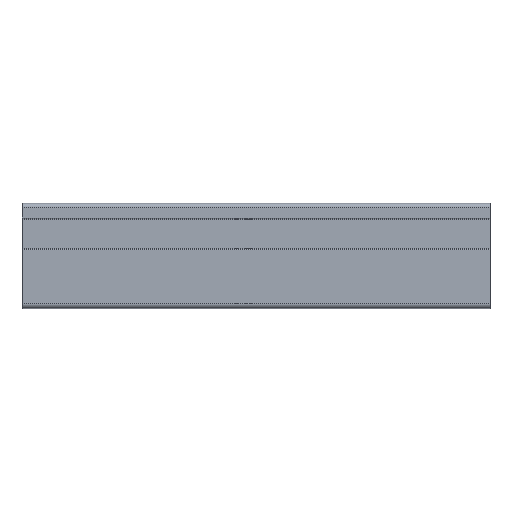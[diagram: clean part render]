
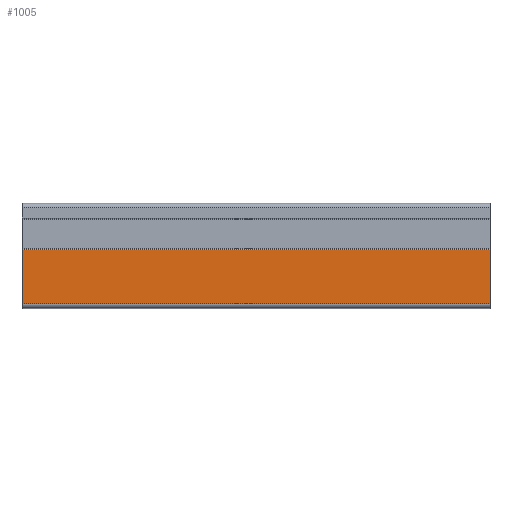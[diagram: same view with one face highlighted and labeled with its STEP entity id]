
A CAD part, top view. The second image highlights one B-rep face of the part: STEP entity #1005.
In plain terms, the highlighted planar face has unit normal (0, 0, 1).
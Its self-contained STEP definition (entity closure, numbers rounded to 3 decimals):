
#156 = VECTOR ( 'NONE', #343, 1000. ) ;
#164 = VECTOR ( 'NONE', #363, 1000. ) ;
#341 = LINE ( 'NONE', #342, #156 ) ;
#342 = CARTESIAN_POINT ( 'NONE',  ( 100., -14.95, 15.95 ) ) ;
#343 = DIRECTION ( 'NONE',  ( 0., -1., 0. ) ) ;
#360 = LINE ( 'NONE', #362, #164 ) ;
#362 = CARTESIAN_POINT ( 'NONE',  ( 0., -14.95, 15.95 ) ) ;
#363 = DIRECTION ( 'NONE',  ( 0., -1., 0. ) ) ;
#384 = LINE ( 'NONE', #392, #1036 ) ;
#392 = CARTESIAN_POINT ( 'NONE',  ( 100., -14.95, 15.95 ) ) ;
#393 = DIRECTION ( 'NONE',  ( -1., 0., 0. ) ) ;
#394 = LINE ( 'NONE', #395, #1035 ) ;
#395 = CARTESIAN_POINT ( 'NONE',  ( 100., -3.4, 15.95 ) ) ;
#396 = DIRECTION ( 'NONE',  ( -1., 0., 0. ) ) ;
#455 = CARTESIAN_POINT ( 'NONE',  ( 100., -14.95, 15.95 ) ) ;
#470 = FACE_OUTER_BOUND ( 'NONE', #656, .T. ) ;
#579 = PLANE ( 'NONE',  #1569 ) ;
#590 = DIRECTION ( 'NONE',  ( -1., 0., 0. ) ) ;
#599 = DIRECTION ( 'NONE',  ( 0., 0., -1. ) ) ;
#656 = EDGE_LOOP ( 'NONE', ( #1746, #1623, #1621, #1716 ) ) ;
#844 = CARTESIAN_POINT ( 'NONE',  ( 100., -14.95, 15.95 ) ) ;
#895 = CARTESIAN_POINT ( 'NONE',  ( 0., -3.4, 15.95 ) ) ;
#909 = CARTESIAN_POINT ( 'NONE',  ( 100., -3.4, 15.95 ) ) ;
#935 = CARTESIAN_POINT ( 'NONE',  ( 0., -14.95, 15.95 ) ) ;
#1005 = ADVANCED_FACE ( 'NONE', ( #470 ), #579, .F. ) ;
#1035 = VECTOR ( 'NONE', #396, 1000. ) ;
#1036 = VECTOR ( 'NONE', #393, 1000. ) ;
#1491 = EDGE_CURVE ( 'NONE', #1722, #1591, #341, .T. ) ;
#1497 = EDGE_CURVE ( 'NONE', #1711, #1770, #360, .T. ) ;
#1508 = EDGE_CURVE ( 'NONE', #1591, #1770, #384, .T. ) ;
#1509 = EDGE_CURVE ( 'NONE', #1722, #1711, #394, .T. ) ;
#1569 = AXIS2_PLACEMENT_3D ( 'NONE', #455, #599, #590 ) ;
#1591 = VERTEX_POINT ( 'NONE', #844 ) ;
#1621 = ORIENTED_EDGE ( 'NONE', *, *, #1491, .F. ) ;
#1623 = ORIENTED_EDGE ( 'NONE', *, *, #1508, .F. ) ;
#1711 = VERTEX_POINT ( 'NONE', #895 ) ;
#1716 = ORIENTED_EDGE ( 'NONE', *, *, #1509, .T. ) ;
#1722 = VERTEX_POINT ( 'NONE', #909 ) ;
#1746 = ORIENTED_EDGE ( 'NONE', *, *, #1497, .T. ) ;
#1770 = VERTEX_POINT ( 'NONE', #935 ) ;
